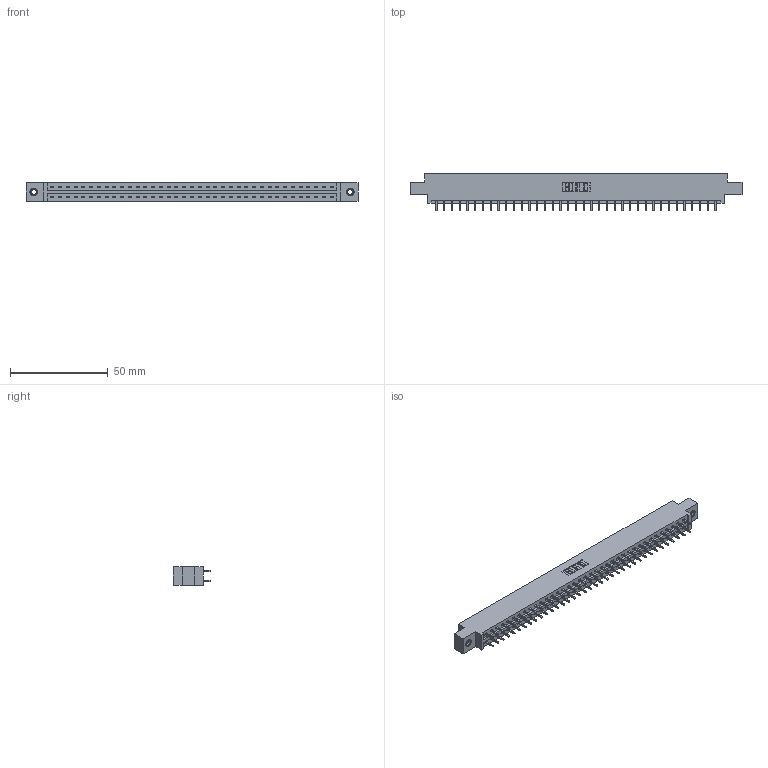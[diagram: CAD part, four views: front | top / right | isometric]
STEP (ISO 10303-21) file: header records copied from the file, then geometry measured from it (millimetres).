
FILE_DESCRIPTION (( 'STEP AP203' ), '1' );
FILE_NAME ('337-074-521-807.STEP', '2018-08-11T16:44:22', ( '' ), ( '' ), 'SwSTEP 2.0', 'SolidWorks 2016', '' );
FILE_SCHEMA (( 'CONFIG_CONTROL_DESIGN' ));
Length unit declared in the file: inch
Products named in the file (4): 337-074-521-807; 337 Part_0.170 Offset - 0.156 Dia-TI; 345-292-001_345-293-121; 345-250-001_345-250-005-103
Assembly tree (77 placements, depth 2):
  337-074-521-807
    337 Part_0.170 Offset - 0.156 Dia-TI
    345-292-001_345-293-121  x74
    345-250-001_345-250-005-103  x2
Bounding box: 169.62 x 19.06 x 9.4 mm (x, y, z)
Volume: 17648.2 mm3; surface area: 19827.2 mm2
Topology: 77 solids, 77 shells, 4174 faces, 12373 edges, 8142 vertices
Faces by surface type: plane 2918, cylinder 1240, cone 12, torus 4
Entity records: 30670 total; most frequent: CARTESIAN_POINT 5153, ORIENTED_EDGE 5082, DIRECTION 4423, EDGE_CURVE 2541, LINE 2393, VECTOR 2393, VERTEX_POINT 1688, AXIS2_PLACEMENT_3D 1015
